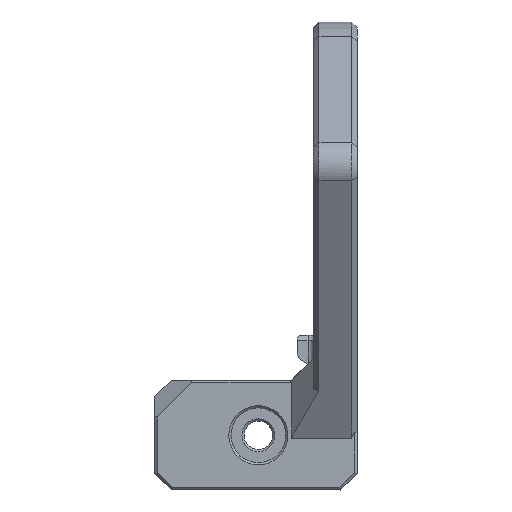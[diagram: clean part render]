
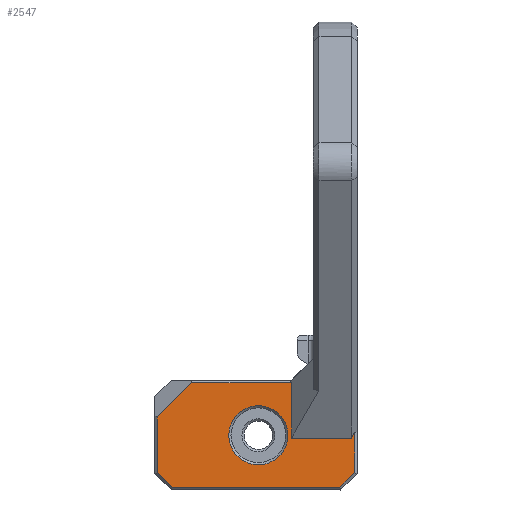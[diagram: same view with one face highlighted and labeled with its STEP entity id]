
A CAD part, left-side view. The second image highlights one B-rep face of the part: STEP entity #2547.
In plain terms, the highlighted planar face has unit normal (-1, 0, 0).
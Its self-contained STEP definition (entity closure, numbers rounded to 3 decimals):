
#58=FACE_BOUND('',#461,.T.);
#89=CIRCLE('',#2745,5.4);
#166=PLANE('',#2744);
#291=FACE_OUTER_BOUND('',#460,.T.);
#460=EDGE_LOOP('',(#1957,#1958,#1959,#1960,#1961,#1962,#1963,#1964,#1965,
#1966));
#461=EDGE_LOOP('',(#1967));
#635=LINE('',#3909,#910);
#658=LINE('',#3982,#933);
#701=LINE('',#4073,#976);
#703=LINE('',#4077,#978);
#704=LINE('',#4079,#979);
#705=LINE('',#4081,#980);
#706=LINE('',#4083,#981);
#707=LINE('',#4085,#982);
#708=LINE('',#4086,#983);
#709=LINE('',#4087,#984);
#910=VECTOR('',#2992,10.);
#933=VECTOR('',#3041,10.);
#976=VECTOR('',#3120,10.);
#978=VECTOR('',#3124,10.);
#979=VECTOR('',#3125,10.);
#980=VECTOR('',#3126,10.);
#981=VECTOR('',#3127,10.);
#982=VECTOR('',#3128,10.);
#983=VECTOR('',#3129,10.);
#984=VECTOR('',#3130,10.);
#1213=VERTEX_POINT('',#3906);
#1214=VERTEX_POINT('',#3908);
#1243=VERTEX_POINT('',#3981);
#1272=VERTEX_POINT('',#4070);
#1273=VERTEX_POINT('',#4072);
#1274=VERTEX_POINT('',#4076);
#1275=VERTEX_POINT('',#4078);
#1276=VERTEX_POINT('',#4080);
#1277=VERTEX_POINT('',#4082);
#1278=VERTEX_POINT('',#4084);
#1279=VERTEX_POINT('',#4088);
#1447=EDGE_CURVE('',#1213,#1214,#635,.T.);
#1481=EDGE_CURVE('',#1214,#1243,#658,.T.);
#1526=EDGE_CURVE('',#1272,#1273,#701,.T.);
#1528=EDGE_CURVE('',#1274,#1272,#703,.T.);
#1529=EDGE_CURVE('',#1275,#1274,#704,.T.);
#1530=EDGE_CURVE('',#1276,#1275,#705,.T.);
#1531=EDGE_CURVE('',#1277,#1276,#706,.T.);
#1532=EDGE_CURVE('',#1278,#1277,#707,.T.);
#1533=EDGE_CURVE('',#1243,#1278,#708,.T.);
#1534=EDGE_CURVE('',#1273,#1213,#709,.T.);
#1535=EDGE_CURVE('',#1279,#1279,#89,.T.);
#1957=ORIENTED_EDGE('',*,*,#1526,.F.);
#1958=ORIENTED_EDGE('',*,*,#1528,.F.);
#1959=ORIENTED_EDGE('',*,*,#1529,.F.);
#1960=ORIENTED_EDGE('',*,*,#1530,.F.);
#1961=ORIENTED_EDGE('',*,*,#1531,.F.);
#1962=ORIENTED_EDGE('',*,*,#1532,.F.);
#1963=ORIENTED_EDGE('',*,*,#1533,.F.);
#1964=ORIENTED_EDGE('',*,*,#1481,.F.);
#1965=ORIENTED_EDGE('',*,*,#1447,.F.);
#1966=ORIENTED_EDGE('',*,*,#1534,.F.);
#1967=ORIENTED_EDGE('',*,*,#1535,.F.);
#2547=ADVANCED_FACE('',(#291,#58),#166,.F.);
#2744=AXIS2_PLACEMENT_3D('',#4075,#3122,#3123);
#2745=AXIS2_PLACEMENT_3D('',#4089,#3131,#3132);
#2992=DIRECTION('',(0.,-1.,0.));
#3041=DIRECTION('',(0.,-0.447,0.894));
#3120=DIRECTION('',(0.,-1.,0.));
#3122=DIRECTION('center_axis',(1.,0.,0.));
#3123=DIRECTION('ref_axis',(0.,1.,0.));
#3124=DIRECTION('',(0.,-0.707,0.707));
#3125=DIRECTION('',(0.,0.,1.));
#3126=DIRECTION('',(0.,0.707,0.707));
#3127=DIRECTION('',(0.,1.,0.));
#3128=DIRECTION('',(0.,0.707,-0.707));
#3129=DIRECTION('',(0.,0.,-1.));
#3130=DIRECTION('',(0.,0.,-1.));
#3131=DIRECTION('center_axis',(-1.,0.,0.));
#3132=DIRECTION('ref_axis',(0.,1.,0.));
#3906=CARTESIAN_POINT('',(-18.067,63.901,-157.697));
#3908=CARTESIAN_POINT('',(-18.067,52.901,-157.697));
#3909=CARTESIAN_POINT('',(-18.067,59.401,-157.697));
#3981=CARTESIAN_POINT('',(-18.067,52.401,-156.697));
#3982=CARTESIAN_POINT('',(-18.067,54.22,-160.336));
#4070=CARTESIAN_POINT('',(-18.067,82.158,-147.608));
#4072=CARTESIAN_POINT('',(-18.067,63.901,-147.608));
#4073=CARTESIAN_POINT('',(-18.067,65.901,-147.608));
#4075=CARTESIAN_POINT('Origin',(-18.067,61.901,-165.189));
#4076=CARTESIAN_POINT('',(-18.067,88.401,-153.851));
#4077=CARTESIAN_POINT('',(-18.067,83.049,-148.499));
#4078=CARTESIAN_POINT('',(-18.067,88.401,-163.982));
#4079=CARTESIAN_POINT('',(-18.067,88.401,-161.189));
#4080=CARTESIAN_POINT('',(-18.067,85.693,-166.689));
#4081=CARTESIAN_POINT('',(-18.067,80.797,-171.585));
#4082=CARTESIAN_POINT('',(-18.067,55.108,-166.689));
#4083=CARTESIAN_POINT('',(-18.067,63.901,-166.689));
#4084=CARTESIAN_POINT('',(-18.067,52.401,-163.982));
#4085=CARTESIAN_POINT('',(-18.067,55.754,-167.335));
#4086=CARTESIAN_POINT('',(-18.067,52.401,-141.087));
#4087=CARTESIAN_POINT('',(-18.067,63.901,-141.087));
#4088=CARTESIAN_POINT('',(-18.067,64.57,-157.189));
#4089=CARTESIAN_POINT('Origin',(-18.067,69.97,-157.189));
